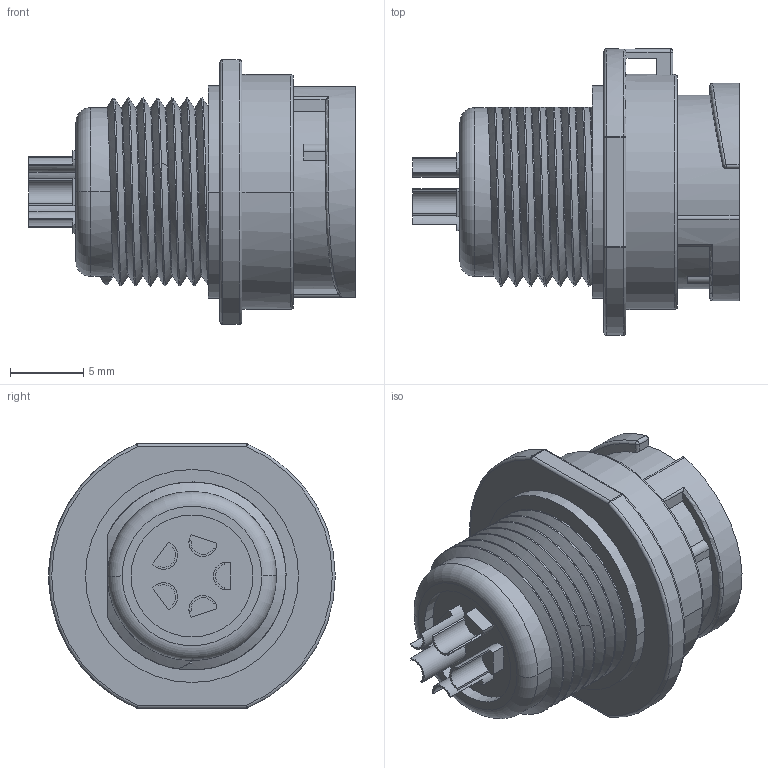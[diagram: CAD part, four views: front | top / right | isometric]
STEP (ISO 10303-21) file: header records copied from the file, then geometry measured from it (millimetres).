
FILE_DESCRIPTION((''),'2;1');
FILE_NAME('ZUO','2015-07-09T',('Administrator'),(''),'PRO/ENGINEER BY PARAMETRIC TECHNOLOGY CORPORATION, 2009440','PRO/ENGINEER BY PARAMETRIC TECHNOLOGY CORPORATION, 2009440','');
FILE_SCHEMA(('CONFIG_CONTROL_DESIGN'));
Length unit declared in the file: millimetre
Products named in the file (1): ZUO
Bounding box: 22.2 x 19.5 x 18 mm (x, y, z)
Volume: 2393.8 mm3; surface area: 2527.2 mm2
Topology: 1 solids, 1 shells, 232 faces, 590 edges, 364 vertices
Faces by surface type: plane 81, cylinder 79, bspline 34, torus 14, sphere 12, cone 12
Entity records: 10311 total; most frequent: CARTESIAN_POINT 4894, ORIENTED_EDGE 1156, DIRECTION 1076, EDGE_CURVE 578, AXIS2_PLACEMENT_3D 417, VERTEX_POINT 364, EDGE_LOOP 250, VECTOR 242
